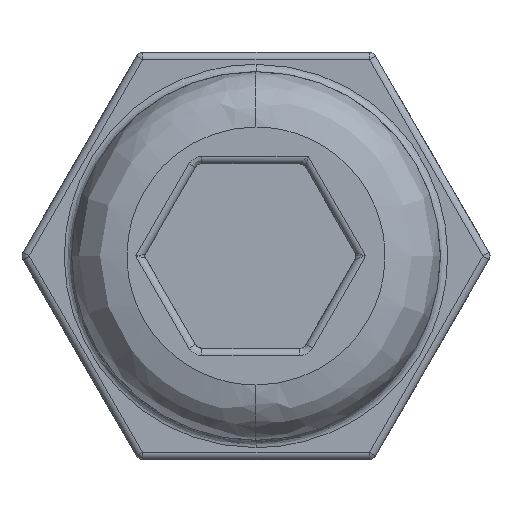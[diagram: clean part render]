
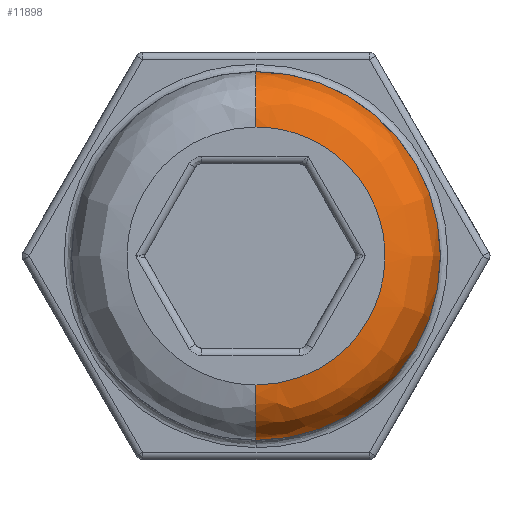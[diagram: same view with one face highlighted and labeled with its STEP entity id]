
A CAD part, left-side view. The second image highlights one B-rep face of the part: STEP entity #11898.
In plain terms, the highlighted free-form (B-spline) face has degree [3, 3] with [4, 4] control points.
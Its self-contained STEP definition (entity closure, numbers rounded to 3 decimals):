
#128 = FACE_OUTER_BOUND ( 'NONE', #5220, .T. ) ;
#240 = CARTESIAN_POINT ( 'NONE',  ( -6.3, -6.5, -0.445 ) ) ;
#362 = CARTESIAN_POINT ( 'NONE',  ( -6.3, -6.249, -1.301 ) ) ;
#425 = CARTESIAN_POINT ( 'NONE',  ( -6.3, -5.871, -2.028 ) ) ;
#483 = CARTESIAN_POINT ( 'NONE',  ( -6.3, -4.198, -3.289 ) ) ;
#587 = CARTESIAN_POINT ( 'NONE',  ( -4.8, -3., 5. ) ) ;
#670 =( BOUNDED_SURFACE ( )  B_SPLINE_SURFACE ( 3, 3, ( 
 ( #11820, #1103, #2257, #12082 ),
 ( #1167, #4182, #3026, #9017 ),
 ( #6054, #7153, #6956, #3217 ),
 ( #1231, #8953, #5150, #5989 ) ),
 .UNSPECIFIED., .F., .F., .T. ) 
 B_SPLINE_SURFACE_WITH_KNOTS ( ( 4, 4 ),
 ( 4, 4 ),
 ( 0., 1. ),
 ( 0., 1. ),
 .UNSPECIFIED. ) 
 GEOMETRIC_REPRESENTATION_ITEM ( )  RATIONAL_B_SPLINE_SURFACE ( (
 ( 1., 0.333, 0.333, 1.),
 ( 0.805, 0.268, 0.268, 0.805),
 ( 0.805, 0.268, 0.268, 0.805),
 ( 1., 0.333, 0.333, 1.) ) ) 
 REPRESENTATION_ITEM ( '' )  SURFACE ( )  );
#742 = CARTESIAN_POINT ( 'NONE',  ( -6.3, -3., 3.5 ) ) ;
#1103 = CARTESIAN_POINT ( 'NONE',  ( -6.3, -10., -3.5 ) ) ;
#1167 = CARTESIAN_POINT ( 'NONE',  ( -6.3, -3., -4.379 ) ) ;
#1231 = CARTESIAN_POINT ( 'NONE',  ( -4.8, -3., -5. ) ) ;
#1453 = B_SPLINE_CURVE_WITH_KNOTS ( 'NONE', 3,
 ( #12058, #8229, #1525, #5195, #6230, #483, #12181, #9130, #4410, #3384, #10150, #7382, #425, #11285, #4352, #10336, #9060, #7197, #362, #12122, #240, #3320, #7259, #11166, #6290, #10394, #6602, #8659, #6719, #9503, #5630, #7508, #4659, #5506, #3631, #9559, #4600, #4538, #2609, #3690, #5693, #742 ),
 .UNSPECIFIED., .F., .F.,
 ( 4, 1, 1, 1, 1, 2, 2, 2, 1, 1, 1, 1, 2, 2, 2, 1, 1, 1, 1, 2, 2, 2, 1, 1, 1, 1, 2, 2, 4 ),
 ( 0., 0.062, 0.094, 0.109, 0.117, 0.121, 0.125, 0.25, 0.313, 0.344, 0.359, 0.367, 0.371, 0.375, 0.5, 0.563, 0.594, 0.609, 0.617, 0.621, 0.625, 0.75, 0.813, 0.844, 0.859, 0.867, 0.871, 0.875, 1. ),
 .UNSPECIFIED. ) ;
#1525 = CARTESIAN_POINT ( 'NONE',  ( -6.3, -3.55, -3.469 ) ) ;
#1534 = ORIENTED_EDGE ( 'NONE', *, *, #10170, .F. ) ;
#2189 = DIRECTION ( 'NONE',  ( 0., -1., 0. ) ) ;
#2257 = CARTESIAN_POINT ( 'NONE',  ( -6.3, -10., 3.5 ) ) ;
#2609 = CARTESIAN_POINT ( 'NONE',  ( -6.3, -4.301, 3.249 ) ) ;
#3026 = CARTESIAN_POINT ( 'NONE',  ( -6.3, -11.757, 4.379 ) ) ;
#3217 = CARTESIAN_POINT ( 'NONE',  ( -5.679, -3., 5. ) ) ;
#3320 = CARTESIAN_POINT ( 'NONE',  ( -6.3, -6.5, 0.222 ) ) ;
#3384 = CARTESIAN_POINT ( 'NONE',  ( -6.3, -4.737, -3.077 ) ) ;
#3602 = ORIENTED_EDGE ( 'NONE', *, *, #5850, .F. ) ;
#3631 = CARTESIAN_POINT ( 'NONE',  ( -6.3, -4.482, 3.172 ) ) ;
#3690 = CARTESIAN_POINT ( 'NONE',  ( -6.3, -3.875, 3.418 ) ) ;
#3866 = DIRECTION ( 'NONE',  ( 0., 0., 1. ) ) ;
#4029 = CARTESIAN_POINT ( 'NONE',  ( -6.3, -3., -3.5 ) ) ;
#4101 = EDGE_CURVE ( 'NONE', #7800, #8863, #7735, .T. ) ;
#4182 = CARTESIAN_POINT ( 'NONE',  ( -6.3, -11.757, -4.379 ) ) ;
#4352 = CARTESIAN_POINT ( 'NONE',  ( -6.3, -6.172, -1.482 ) ) ;
#4410 = CARTESIAN_POINT ( 'NONE',  ( -6.3, -4.274, -3.26 ) ) ;
#4538 = CARTESIAN_POINT ( 'NONE',  ( -6.3, -4.316, 3.243 ) ) ;
#4600 = CARTESIAN_POINT ( 'NONE',  ( -6.3, -4.344, 3.232 ) ) ;
#4659 = CARTESIAN_POINT ( 'NONE',  ( -6.3, -5.028, 2.871 ) ) ;
#4813 = CARTESIAN_POINT ( 'NONE',  ( -4.8, -3., -5. ) ) ;
#5058 = CARTESIAN_POINT ( 'NONE',  ( -6.3, -3., 3.5 ) ) ;
#5150 = CARTESIAN_POINT ( 'NONE',  ( -4.8, -13., 5. ) ) ;
#5195 = CARTESIAN_POINT ( 'NONE',  ( -6.3, -3.923, -3.38 ) ) ;
#5217 = DIRECTION ( 'NONE',  ( 0., 0., -1. ) ) ;
#5220 = EDGE_LOOP ( 'NONE', ( #1534, #10154, #12441, #3602 ) ) ;
#5506 = CARTESIAN_POINT ( 'NONE',  ( -6.3, -4.67, 3.081 ) ) ;
#5630 = CARTESIAN_POINT ( 'NONE',  ( -6.3, -5.816, 2.133 ) ) ;
#5693 = CARTESIAN_POINT ( 'NONE',  ( -6.3, -3.445, 3.5 ) ) ;
#5744 = CARTESIAN_POINT ( 'NONE',  ( -4.8, -3., 0. ) ) ;
#5850 = EDGE_CURVE ( 'NONE', #9776, #7800, #10481, .T. ) ;
#5989 = CARTESIAN_POINT ( 'NONE',  ( -4.8, -3., 5. ) ) ;
#6054 = CARTESIAN_POINT ( 'NONE',  ( -5.679, -3., -5. ) ) ;
#6230 = CARTESIAN_POINT ( 'NONE',  ( -6.3, -4.106, -3.321 ) ) ;
#6290 = CARTESIAN_POINT ( 'NONE',  ( -6.3, -6.321, 1.106 ) ) ;
#6602 = CARTESIAN_POINT ( 'NONE',  ( -6.3, -6.274, 1.236 ) ) ;
#6719 = CARTESIAN_POINT ( 'NONE',  ( -6.3, -6.26, 1.274 ) ) ;
#6956 = CARTESIAN_POINT ( 'NONE',  ( -5.679, -13., 5. ) ) ;
#7153 = CARTESIAN_POINT ( 'NONE',  ( -5.679, -13., -5. ) ) ;
#7197 = CARTESIAN_POINT ( 'NONE',  ( -6.3, -6.243, -1.316 ) ) ;
#7259 = CARTESIAN_POINT ( 'NONE',  ( -6.3, -6.469, 0.55 ) ) ;
#7382 = CARTESIAN_POINT ( 'NONE',  ( -6.3, -5.646, -2.304 ) ) ;
#7508 = CARTESIAN_POINT ( 'NONE',  ( -6.3, -5.304, 2.646 ) ) ;
#7684 = DIRECTION ( 'NONE',  ( 0., 0., -1. ) ) ;
#7735 = CIRCLE ( 'NONE', #9582, 5. ) ;
#7800 = VERTEX_POINT ( 'NONE', #587 ) ;
#7924 = CARTESIAN_POINT ( 'NONE',  ( -4.8, -3., -3.5 ) ) ;
#8132 = AXIS2_PLACEMENT_3D ( 'NONE', #7924, #2189, #5217 ) ;
#8229 = CARTESIAN_POINT ( 'NONE',  ( -6.3, -3.222, -3.5 ) ) ;
#8651 = DIRECTION ( 'NONE',  ( 1., 0., 0. ) ) ;
#8659 = CARTESIAN_POINT ( 'NONE',  ( -6.3, -6.264, 1.262 ) ) ;
#8863 = VERTEX_POINT ( 'NONE', #4813 ) ;
#8953 = CARTESIAN_POINT ( 'NONE',  ( -4.8, -13., -5. ) ) ;
#9017 = CARTESIAN_POINT ( 'NONE',  ( -6.3, -3., 4.379 ) ) ;
#9060 = CARTESIAN_POINT ( 'NONE',  ( -6.3, -6.232, -1.344 ) ) ;
#9130 = CARTESIAN_POINT ( 'NONE',  ( -6.3, -4.262, -3.264 ) ) ;
#9503 = CARTESIAN_POINT ( 'NONE',  ( -6.3, -6.077, 1.737 ) ) ;
#9559 = CARTESIAN_POINT ( 'NONE',  ( -6.3, -4.386, 3.214 ) ) ;
#9582 = AXIS2_PLACEMENT_3D ( 'NONE', #5744, #8651, #7684 ) ;
#9776 = VERTEX_POINT ( 'NONE', #5058 ) ;
#9897 = VERTEX_POINT ( 'NONE', #4029 ) ;
#10150 = CARTESIAN_POINT ( 'NONE',  ( -6.3, -5.133, -2.816 ) ) ;
#10154 = ORIENTED_EDGE ( 'NONE', *, *, #11895, .T. ) ;
#10170 = EDGE_CURVE ( 'NONE', #9897, #9776, #1453, .T. ) ;
#10336 = CARTESIAN_POINT ( 'NONE',  ( -6.3, -6.214, -1.386 ) ) ;
#10394 = CARTESIAN_POINT ( 'NONE',  ( -6.3, -6.289, 1.198 ) ) ;
#10481 = CIRCLE ( 'NONE', #10691, 1.5 ) ;
#10691 = AXIS2_PLACEMENT_3D ( 'NONE', #11206, #12539, #3866 ) ;
#11166 = CARTESIAN_POINT ( 'NONE',  ( -6.3, -6.38, 0.923 ) ) ;
#11206 = CARTESIAN_POINT ( 'NONE',  ( -4.8, -3., 3.5 ) ) ;
#11285 = CARTESIAN_POINT ( 'NONE',  ( -6.3, -6.081, -1.67 ) ) ;
#11807 = CIRCLE ( 'NONE', #8132, 1.5 ) ;
#11820 = CARTESIAN_POINT ( 'NONE',  ( -6.3, -3., -3.5 ) ) ;
#11895 = EDGE_CURVE ( 'NONE', #9897, #8863, #11807, .T. ) ;
#11898 = ADVANCED_FACE ( 'NONE', ( #128 ), #670, .T. ) ;
#12058 = CARTESIAN_POINT ( 'NONE',  ( -6.3, -3., -3.5 ) ) ;
#12082 = CARTESIAN_POINT ( 'NONE',  ( -6.3, -3., 3.5 ) ) ;
#12122 = CARTESIAN_POINT ( 'NONE',  ( -6.3, -6.418, -0.875 ) ) ;
#12181 = CARTESIAN_POINT ( 'NONE',  ( -6.3, -4.237, -3.274 ) ) ;
#12441 = ORIENTED_EDGE ( 'NONE', *, *, #4101, .F. ) ;
#12539 = DIRECTION ( 'NONE',  ( 0., 1., 0. ) ) ;
